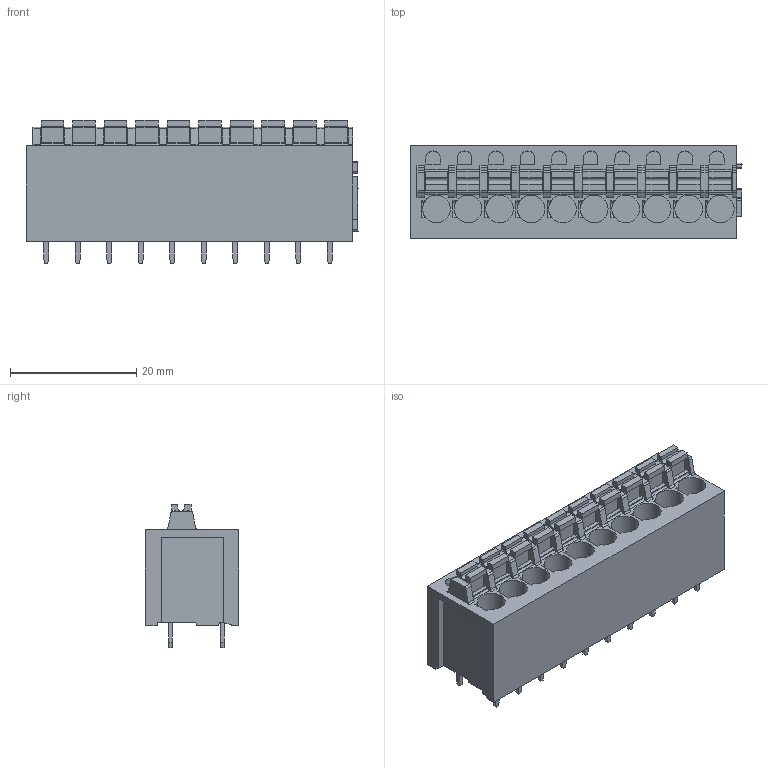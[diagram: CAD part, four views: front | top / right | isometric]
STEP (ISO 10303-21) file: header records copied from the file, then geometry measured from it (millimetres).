
FILE_DESCRIPTION(('CATIA V5 STEP Exchange','CAx-IF Rec.Pracs.--- Model Styling and Organization---1.4--- 2014-01-23'),'2;1');
FILE_NAME ('D1491530_0_1425120000_1425120000.stp','2021-06-28T09:10:02+00:00',('none'),('Weidmueller'),'CATIA Version 5-6 Release 2016 SP3 HF44','CATIA V5 STEP AP214','none');
FILE_SCHEMA(('AUTOMOTIVE_DESIGN { 1 0 10303 214 1 1 1 1 }'));
Length unit declared in the file: millimetre
Products named in the file (1): 1425120000
Bounding box: 52.65 x 14.8 x 22.7 mm (x, y, z)
Volume: 10770.5 mm3; surface area: 6538.4 mm2
Topology: 31 solids, 31 shells, 710 faces, 1875 edges, 1250 vertices
Faces by surface type: plane 541, cylinder 169
Entity records: 21063 total; most frequent: ORIENTED_EDGE 3750, CARTESIAN_POINT 3741, DIRECTION 2770, EDGE_CURVE 1875, VECTOR 1517, LINE 1517, VERTEX_POINT 1250, AXIS2_PLACEMENT_3D 794
